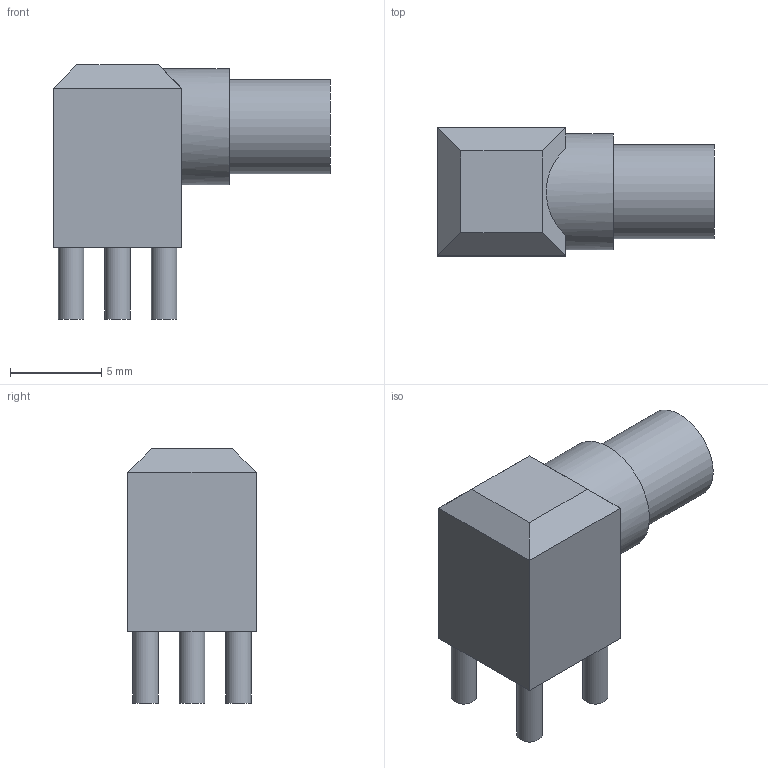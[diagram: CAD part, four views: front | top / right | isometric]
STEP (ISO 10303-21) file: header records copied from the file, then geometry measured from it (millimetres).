
FILE_DESCRIPTION(/* description */ (''),/* implementation_level */ '2;1');
FILE_NAME(/* name */ '410-02-01.stp',/* time_stamp */ '2018-12-25T23:04:36-06:00',/* author */ (''),/* organization */ (''),/* preprocessor_version */ 'ST-DEVELOPER v16.7',/* originating_system */ 'SIEMENS PLM Software NX 12.0',/* authorisation */ '');
FILE_SCHEMA (('AUTOMOTIVE_DESIGN { 1 0 10303 214 3 1 1 1 }'));
Length unit declared in the file: inch
Products named in the file (1): 410-02-01
Bounding box: 15.14 x 7.01 x 13.89 mm (x, y, z)
Volume: 699 mm3; surface area: 583.9 mm2
Topology: 1 solids, 1 shells, 24 faces, 44 edges, 28 vertices
Faces by surface type: plane 17, cylinder 7
Full cylindrical faces by diameter (mm): 1.397 x5, 5.137 x1, 6.35 x1
Entity records: 742 total; most frequent: DIRECTION 101, CARTESIAN_POINT 88, ORIENTED_EDGE 72, AXIS2_PLACEMENT_3D 40, EDGE_LOOP 37, EDGE_CURVE 36, VERTEX_POINT 27, PRESENTATION_STYLE_ASSIGNMENT 25
